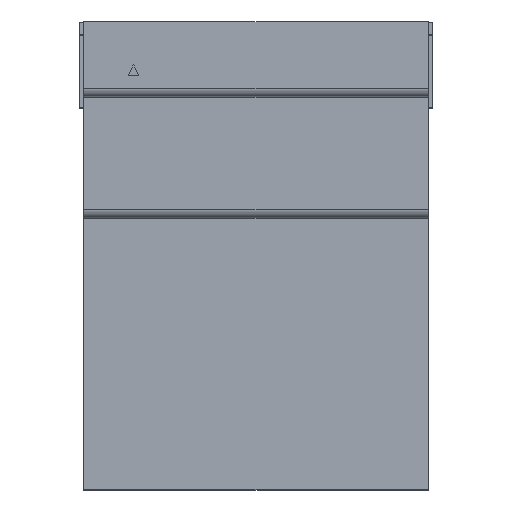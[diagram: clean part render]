
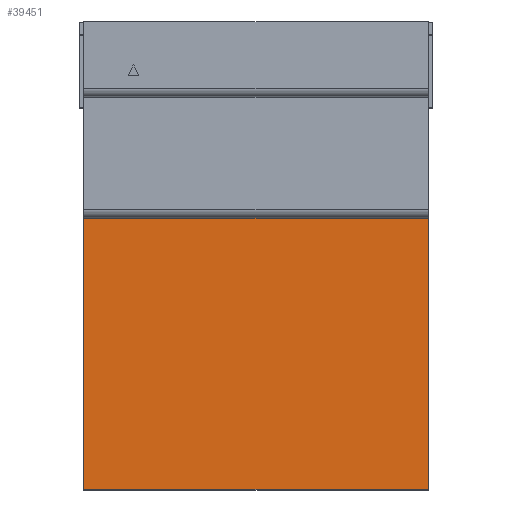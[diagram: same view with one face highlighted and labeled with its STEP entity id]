
A CAD part, top view. The second image highlights one B-rep face of the part: STEP entity #39451.
In plain terms, the highlighted planar face has unit normal (0, 0, 1).
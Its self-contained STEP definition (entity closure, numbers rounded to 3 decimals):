
#64 = CARTESIAN_POINT ( 'NONE',  ( 16.07, 12.65, 20.4 ) ) ;
#893 = DIRECTION ( 'NONE',  ( 0., -1., 0. ) ) ;
#1358 = CARTESIAN_POINT ( 'NONE',  ( 16.07, 12.65, 20.4 ) ) ;
#3278 = FACE_OUTER_BOUND ( 'NONE', #40304, .T. ) ;
#3562 = VECTOR ( 'NONE', #37931, 1000. ) ;
#6966 = EDGE_CURVE ( 'NONE', #44981, #32607, #14729, .T. ) ;
#9333 = EDGE_CURVE ( 'NONE', #35423, #38136, #26287, .T. ) ;
#9361 = VECTOR ( 'NONE', #32651, 1000. ) ;
#9779 = VECTOR ( 'NONE', #28425, 1000. ) ;
#10511 = DIRECTION ( 'NONE',  ( 0., 0., -1. ) ) ;
#10527 = CARTESIAN_POINT ( 'NONE',  ( 16.07, 0., 20.4 ) ) ;
#10807 = AXIS2_PLACEMENT_3D ( 'NONE', #64, #10511, #41754 ) ;
#13222 = CARTESIAN_POINT ( 'NONE',  ( 16.07, 0., 20.4 ) ) ;
#13439 = LINE ( 'NONE', #13222, #3562 ) ;
#13899 = ORIENTED_EDGE ( 'NONE', *, *, #33759, .T. ) ;
#13987 = VECTOR ( 'NONE', #893, 1000. ) ;
#14729 = LINE ( 'NONE', #24544, #9779 ) ;
#17300 = PLANE ( 'NONE',  #10807 ) ;
#18438 = LINE ( 'NONE', #42857, #9361 ) ;
#19996 = EDGE_CURVE ( 'NONE', #38136, #32607, #13439, .T. ) ;
#23375 = CARTESIAN_POINT ( 'NONE',  ( 0., 0., 20.4 ) ) ;
#24544 = CARTESIAN_POINT ( 'NONE',  ( 0., 12.65, 20.4 ) ) ;
#26287 = LINE ( 'NONE', #1358, #13987 ) ;
#28425 = DIRECTION ( 'NONE',  ( 0., -1., 0. ) ) ;
#30391 = ORIENTED_EDGE ( 'NONE', *, *, #6966, .T. ) ;
#32607 = VERTEX_POINT ( 'NONE', #23375 ) ;
#32651 = DIRECTION ( 'NONE',  ( -1., 0., 0. ) ) ;
#33759 = EDGE_CURVE ( 'NONE', #35423, #44981, #18438, .T. ) ;
#35423 = VERTEX_POINT ( 'NONE', #35767 ) ;
#35767 = CARTESIAN_POINT ( 'NONE',  ( 16.07, 12.65, 20.4 ) ) ;
#37931 = DIRECTION ( 'NONE',  ( -1., 0., 0. ) ) ;
#38136 = VERTEX_POINT ( 'NONE', #10527 ) ;
#38707 = CARTESIAN_POINT ( 'NONE',  ( 0., 12.65, 20.4 ) ) ;
#39451 = ADVANCED_FACE ( 'NONE', ( #3278 ), #17300, .F. ) ;
#40304 = EDGE_LOOP ( 'NONE', ( #30391, #43273, #43930, #13899 ) ) ;
#41754 = DIRECTION ( 'NONE',  ( -1., 0., 0. ) ) ;
#42857 = CARTESIAN_POINT ( 'NONE',  ( 16.07, 12.65, 20.4 ) ) ;
#43273 = ORIENTED_EDGE ( 'NONE', *, *, #19996, .F. ) ;
#43930 = ORIENTED_EDGE ( 'NONE', *, *, #9333, .F. ) ;
#44981 = VERTEX_POINT ( 'NONE', #38707 ) ;
